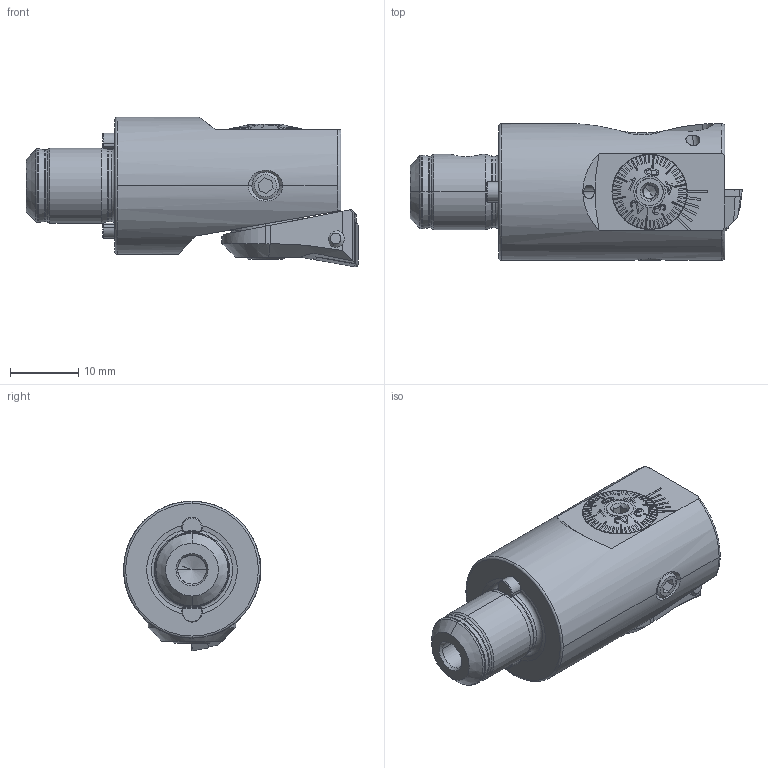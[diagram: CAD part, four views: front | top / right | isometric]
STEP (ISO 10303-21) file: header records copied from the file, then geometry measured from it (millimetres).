
FILE_DESCRIPTION (( 'STEP AP203' ), '1' );
FILE_NAME ('ST1-F20.DA2.035.STEP', '2017-11-13T15:51:59', ( 'SWIAdmin' ), ( 'Hewlett-Packard Company' ), 'SwSTEP 2.0', 'SolidWorks 2017', '' );
FILE_SCHEMA (( 'CONFIG_CONTROL_DESIGN' ));
Length unit declared in the file: millimetre
Products named in the file (20): WCA-ER2.001.006_A; Fxx-MAB.xxx.xxx_A_F20M1x2; F20-WCA.001.005; F20-BG1.DA2.011_Aktuell 06.2014-M1x2; ST1-F20.DA2.035; F20-ER1.101.006_A; F20-BG3.004.017_A; Zyl..schr..BN 9524_M3x5; PEE-DA1.011.026_A; F20-BG1.DA1.011_A_Aktuell 06.2014-M1x2; Klebstoff D4; F20-BG2.008.009_A; ST1-F20.DA1.035_A; ISO 4026 - M4 x 3; F20-BG2.011.003_A; F20-WCA.001.005_D_fertigbearbeitet; ST1-ER2.001.005_A; F20-BG2.011.004_A; CCMT060204; F20-BG2.007.006_A
Assembly tree (20 placements, depth 3):
  ST1-F20.DA2.035
    ST1-F20.DA1.035_A
    F20-WCA.001.005
      F20-WCA.001.005_D_fertigbearbeitet
      CCMT060204
      WCA-ER2.001.006_A
    F20-ER1.101.006_A
    Zyl..schr..BN 9524_M3x5
    F20-BG1.DA2.011_Aktuell 06.2014-M1x2
      F20-BG1.DA1.011_A_Aktuell 06.2014-M1x2
      F20-BG2.008.009_A
      F20-BG2.011.003_A
      F20-BG2.011.004_A
      F20-BG2.007.006_A
      Fxx-MAB.xxx.xxx_A_F20M1x2
    F20-BG3.004.017_A
    PEE-DA1.011.026_A
    Klebstoff D4
    ISO 4026 - M4 x 3
    ST1-ER2.001.005_A  x2
Bounding box: 48.5 x 20 x 21.85 mm (x, y, z)
Volume: 9682 mm3; surface area: 7943.8 mm2
Topology: 18 solids, 18 shells, 916 faces, 2350 edges, 1476 vertices
Faces by surface type: plane 372, cylinder 215, cone 212, torus 67, bspline 48, sphere 2
Entity records: 32289 total; most frequent: CARTESIAN_POINT 9387, ORIENTED_EDGE 4564, DIRECTION 4055, EDGE_CURVE 2282, AXIS2_PLACEMENT_3D 1572, VERTEX_POINT 1449, EDGE_LOOP 955, LINE 911
